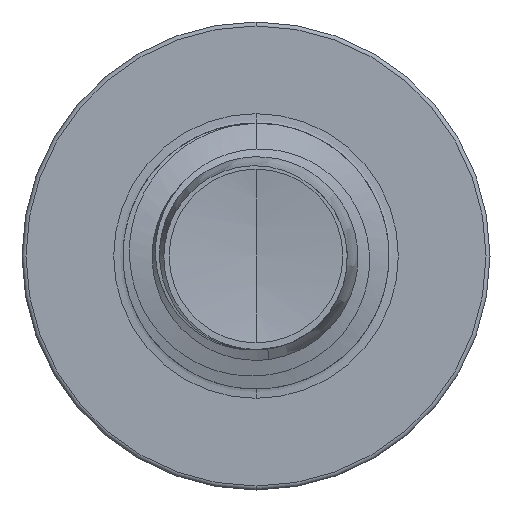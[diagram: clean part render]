
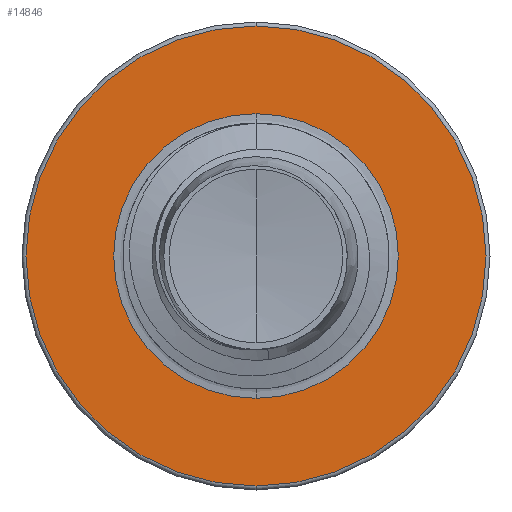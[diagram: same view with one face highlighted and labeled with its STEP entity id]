
A CAD part, front view. The second image highlights one B-rep face of the part: STEP entity #14846.
In plain terms, the highlighted planar face has unit normal (0, -1, 0).
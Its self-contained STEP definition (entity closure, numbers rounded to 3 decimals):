
#72 = DIRECTION ( 'NONE',  ( 0., 1., 0. ) ) ;
#439 = EDGE_CURVE ( 'NONE', #4299, #15656, #3216, .T. ) ;
#2427 = CIRCLE ( 'NONE', #13570, 4.325 ) ;
#2972 = EDGE_CURVE ( 'NONE', #15656, #4299, #2427, .T. ) ;
#3216 = CIRCLE ( 'NONE', #8976, 4.325 ) ;
#3561 = VERTEX_POINT ( 'NONE', #14530 ) ;
#3877 = DIRECTION ( 'NONE',  ( 0., 1., 0. ) ) ;
#4121 = EDGE_CURVE ( 'NONE', #3561, #15061, #8202, .T. ) ;
#4299 = VERTEX_POINT ( 'NONE', #7242 ) ;
#4336 = AXIS2_PLACEMENT_3D ( 'NONE', #12132, #3877, #12963 ) ;
#5815 = ORIENTED_EDGE ( 'NONE', *, *, #439, .F. ) ;
#6349 = AXIS2_PLACEMENT_3D ( 'NONE', #7975, #7946, #7925 ) ;
#6384 = DIRECTION ( 'NONE',  ( 0., 0., 1. ) ) ;
#6702 = CARTESIAN_POINT ( 'NONE',  ( 0., 7.5, -2.677 ) ) ;
#7000 = CARTESIAN_POINT ( 'NONE',  ( 0., 7.5, -4.325 ) ) ;
#7242 = CARTESIAN_POINT ( 'NONE',  ( 0., 7.5, 4.325 ) ) ;
#7790 = ORIENTED_EDGE ( 'NONE', *, *, #4121, .T. ) ;
#7925 = DIRECTION ( 'NONE',  ( 0., 0., 1. ) ) ;
#7946 = DIRECTION ( 'NONE',  ( 0., 1., 0. ) ) ;
#7975 = CARTESIAN_POINT ( 'NONE',  ( 0., 7.5, 0. ) ) ;
#8202 = CIRCLE ( 'NONE', #6349, 2.677 ) ;
#8221 = ORIENTED_EDGE ( 'NONE', *, *, #13103, .T. ) ;
#8976 = AXIS2_PLACEMENT_3D ( 'NONE', #16130, #16144, #16146 ) ;
#9725 = FACE_OUTER_BOUND ( 'NONE', #13611, .T. ) ;
#11851 = FACE_BOUND ( 'NONE', #12053, .T. ) ;
#12053 = EDGE_LOOP ( 'NONE', ( #7790, #8221 ) ) ;
#12132 = CARTESIAN_POINT ( 'NONE',  ( 0., 7.5, 0. ) ) ;
#12431 = DIRECTION ( 'NONE',  ( 0., 0., 1. ) ) ;
#12473 = CARTESIAN_POINT ( 'NONE',  ( 0., 7.5, 0. ) ) ;
#12963 = DIRECTION ( 'NONE',  ( 0., 0., 1. ) ) ;
#13103 = EDGE_CURVE ( 'NONE', #15061, #3561, #13685, .T. ) ;
#13370 = DIRECTION ( 'NONE',  ( 0., 1., 0. ) ) ;
#13570 = AXIS2_PLACEMENT_3D ( 'NONE', #12473, #72, #12431 ) ;
#13611 = EDGE_LOOP ( 'NONE', ( #5815, #14004 ) ) ;
#13685 = CIRCLE ( 'NONE', #4336, 2.677 ) ;
#14004 = ORIENTED_EDGE ( 'NONE', *, *, #2972, .F. ) ;
#14530 = CARTESIAN_POINT ( 'NONE',  ( 0., 7.5, 2.677 ) ) ;
#14715 = AXIS2_PLACEMENT_3D ( 'NONE', #16249, #13370, #6384 ) ;
#14846 = ADVANCED_FACE ( 'NONE', ( #9725, #11851 ), #14944, .F. ) ;
#14944 = PLANE ( 'NONE',  #14715 ) ;
#15061 = VERTEX_POINT ( 'NONE', #6702 ) ;
#15656 = VERTEX_POINT ( 'NONE', #7000 ) ;
#16130 = CARTESIAN_POINT ( 'NONE',  ( 0., 7.5, 0. ) ) ;
#16144 = DIRECTION ( 'NONE',  ( 0., 1., 0. ) ) ;
#16146 = DIRECTION ( 'NONE',  ( 0., 0., 1. ) ) ;
#16249 = CARTESIAN_POINT ( 'NONE',  ( 0., 7.5, -2.677 ) ) ;
